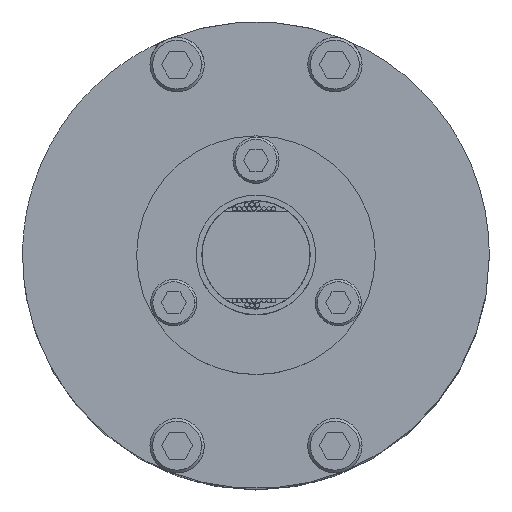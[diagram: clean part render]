
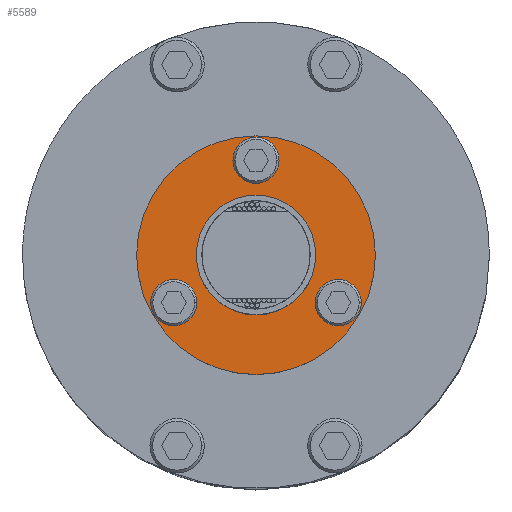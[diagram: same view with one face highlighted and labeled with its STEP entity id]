
A CAD part, top view. The second image highlights one B-rep face of the part: STEP entity #5589.
In plain terms, the highlighted planar face has unit normal (0, 0, 1).
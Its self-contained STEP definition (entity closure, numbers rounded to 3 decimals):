
#157 = DIRECTION ( 'NONE',  ( 0., 0., -1. ) ) ;
#210 = AXIS2_PLACEMENT_3D ( 'NONE', #6732, #2126, #7512 ) ;
#250 = CARTESIAN_POINT ( 'NONE',  ( -22., 0., 149.4 ) ) ;
#263 = FACE_BOUND ( 'NONE', #8562, .T. ) ;
#493 = DIRECTION ( 'NONE',  ( 1., 0., 0. ) ) ;
#699 = AXIS2_PLACEMENT_3D ( 'NONE', #2606, #7995, #3385 ) ;
#747 = CARTESIAN_POINT ( 'NONE',  ( -15.155, -8.75, 149.4 ) ) ;
#863 = ORIENTED_EDGE ( 'NONE', *, *, #4054, .T. ) ;
#923 = EDGE_CURVE ( 'NONE', #2662, #3777, #3908, .T. ) ;
#1196 = ORIENTED_EDGE ( 'NONE', *, *, #4241, .T. ) ;
#1337 = CARTESIAN_POINT ( 'NONE',  ( 0., 17.5, 149.4 ) ) ;
#1402 = CARTESIAN_POINT ( 'NONE',  ( -4.25, 17.5, 149.4 ) ) ;
#1510 = DIRECTION ( 'NONE',  ( -0.5, 0.866, 0. ) ) ;
#1642 = EDGE_CURVE ( 'NONE', #1778, #5825, #7610, .T. ) ;
#1774 = AXIS2_PLACEMENT_3D ( 'NONE', #4776, #157, #5536 ) ;
#1778 = VERTEX_POINT ( 'NONE', #3053 ) ;
#2059 = VERTEX_POINT ( 'NONE', #250 ) ;
#2108 = DIRECTION ( 'NONE',  ( 1., 0., 0. ) ) ;
#2116 = ORIENTED_EDGE ( 'NONE', *, *, #7158, .F. ) ;
#2126 = DIRECTION ( 'NONE',  ( 0., 0., 1. ) ) ;
#2212 = DIRECTION ( 'NONE',  ( 1., 0., 0. ) ) ;
#2245 = DIRECTION ( 'NONE',  ( 0., 0., 1. ) ) ;
#2262 = CARTESIAN_POINT ( 'NONE',  ( 11., 0., 149.4 ) ) ;
#2514 = AXIS2_PLACEMENT_3D ( 'NONE', #6839, #2245, #7626 ) ;
#2539 = ORIENTED_EDGE ( 'NONE', *, *, #1642, .F. ) ;
#2606 = CARTESIAN_POINT ( 'NONE',  ( 0., 17.5, 149.4 ) ) ;
#2619 = EDGE_LOOP ( 'NONE', ( #6781, #2925 ) ) ;
#2662 = VERTEX_POINT ( 'NONE', #2752 ) ;
#2752 = CARTESIAN_POINT ( 'NONE',  ( 4.25, 17.5, 149.4 ) ) ;
#2754 = CARTESIAN_POINT ( 'NONE',  ( 15.155, -8.75, 149.4 ) ) ;
#2792 = CARTESIAN_POINT ( 'NONE',  ( 15.155, -8.75, 149.4 ) ) ;
#2925 = ORIENTED_EDGE ( 'NONE', *, *, #923, .F. ) ;
#2946 = VERTEX_POINT ( 'NONE', #8086 ) ;
#3033 = CIRCLE ( 'NONE', #1774, 11. ) ;
#3037 = CIRCLE ( 'NONE', #699, 4.25 ) ;
#3053 = CARTESIAN_POINT ( 'NONE',  ( -19.405, -8.75, 149.4 ) ) ;
#3385 = DIRECTION ( 'NONE',  ( 1., 0., 0. ) ) ;
#3486 = ORIENTED_EDGE ( 'NONE', *, *, #7319, .T. ) ;
#3561 = DIRECTION ( 'NONE',  ( -0.5, -0.866, 0. ) ) ;
#3563 = AXIS2_PLACEMENT_3D ( 'NONE', #6042, #7548, #2212 ) ;
#3578 = DIRECTION ( 'NONE',  ( 0., 0., 1. ) ) ;
#3585 = DIRECTION ( 'NONE',  ( -0.5, -0.866, 0. ) ) ;
#3777 = VERTEX_POINT ( 'NONE', #1402 ) ;
#3826 = CARTESIAN_POINT ( 'NONE',  ( -11., 0., 149.4 ) ) ;
#3871 = EDGE_CURVE ( 'NONE', #5825, #1778, #3999, .T. ) ;
#3908 = CIRCLE ( 'NONE', #6136, 4.25 ) ;
#3999 = CIRCLE ( 'NONE', #8692, 4.25 ) ;
#4054 = EDGE_CURVE ( 'NONE', #8690, #7367, #3033, .T. ) ;
#4241 = EDGE_CURVE ( 'NONE', #7367, #8690, #4953, .T. ) ;
#4270 = AXIS2_PLACEMENT_3D ( 'NONE', #2754, #8153, #3561 ) ;
#4353 = FACE_BOUND ( 'NONE', #7637, .T. ) ;
#4603 = FACE_BOUND ( 'NONE', #8748, .T. ) ;
#4761 = EDGE_CURVE ( 'NONE', #3777, #2662, #3037, .T. ) ;
#4776 = CARTESIAN_POINT ( 'NONE',  ( 0., 0., 149.4 ) ) ;
#4953 = CIRCLE ( 'NONE', #8489, 11. ) ;
#5108 = DIRECTION ( 'NONE',  ( 0., 0., -1. ) ) ;
#5268 = PLANE ( 'NONE',  #3563 ) ;
#5421 = CIRCLE ( 'NONE', #5812, 4.25 ) ;
#5536 = DIRECTION ( 'NONE',  ( 1., 0., 0. ) ) ;
#5589 = ADVANCED_FACE ( 'NONE', ( #4603, #263, #6406, #8454, #4353 ), #5268, .T. ) ;
#5673 = CIRCLE ( 'NONE', #4270, 4.25 ) ;
#5812 = AXIS2_PLACEMENT_3D ( 'NONE', #2792, #8180, #3585 ) ;
#5825 = VERTEX_POINT ( 'NONE', #8016 ) ;
#6042 = CARTESIAN_POINT ( 'NONE',  ( 0., 0., 149.4 ) ) ;
#6105 = DIRECTION ( 'NONE',  ( 0., 0., 1. ) ) ;
#6136 = AXIS2_PLACEMENT_3D ( 'NONE', #1337, #6711, #2108 ) ;
#6365 = CIRCLE ( 'NONE', #9536, 22. ) ;
#6406 = FACE_OUTER_BOUND ( 'NONE', #9862, .T. ) ;
#6711 = DIRECTION ( 'NONE',  ( 0., 0., 1. ) ) ;
#6732 = CARTESIAN_POINT ( 'NONE',  ( -15.155, -8.75, 149.4 ) ) ;
#6781 = ORIENTED_EDGE ( 'NONE', *, *, #4761, .F. ) ;
#6839 = CARTESIAN_POINT ( 'NONE',  ( 0., 0., 149.4 ) ) ;
#7045 = ORIENTED_EDGE ( 'NONE', *, *, #8035, .T. ) ;
#7143 = EDGE_CURVE ( 'NONE', #9610, #2946, #5673, .T. ) ;
#7158 = EDGE_CURVE ( 'NONE', #2946, #9610, #5421, .T. ) ;
#7319 = EDGE_CURVE ( 'NONE', #2059, #9182, #8077, .T. ) ;
#7367 = VERTEX_POINT ( 'NONE', #3826 ) ;
#7388 = CARTESIAN_POINT ( 'NONE',  ( 10.905, -8.75, 149.4 ) ) ;
#7512 = DIRECTION ( 'NONE',  ( -0.5, 0.866, 0. ) ) ;
#7548 = DIRECTION ( 'NONE',  ( 0., 0., 1. ) ) ;
#7563 = ORIENTED_EDGE ( 'NONE', *, *, #7143, .F. ) ;
#7610 = CIRCLE ( 'NONE', #210, 4.25 ) ;
#7626 = DIRECTION ( 'NONE',  ( 1., 0., 0. ) ) ;
#7637 = EDGE_LOOP ( 'NONE', ( #2539, #8527 ) ) ;
#7995 = DIRECTION ( 'NONE',  ( 0., 0., 1. ) ) ;
#8016 = CARTESIAN_POINT ( 'NONE',  ( -10.905, -8.75, 149.4 ) ) ;
#8035 = EDGE_CURVE ( 'NONE', #9182, #2059, #6365, .T. ) ;
#8077 = CIRCLE ( 'NONE', #2514, 22. ) ;
#8086 = CARTESIAN_POINT ( 'NONE',  ( 19.405, -8.75, 149.4 ) ) ;
#8153 = DIRECTION ( 'NONE',  ( 0., 0., 1. ) ) ;
#8170 = CARTESIAN_POINT ( 'NONE',  ( 0., 0., 149.4 ) ) ;
#8180 = DIRECTION ( 'NONE',  ( 0., 0., 1. ) ) ;
#8454 = FACE_BOUND ( 'NONE', #2619, .T. ) ;
#8489 = AXIS2_PLACEMENT_3D ( 'NONE', #9712, #5108, #493 ) ;
#8492 = CARTESIAN_POINT ( 'NONE',  ( 22., 0., 149.4 ) ) ;
#8527 = ORIENTED_EDGE ( 'NONE', *, *, #3871, .F. ) ;
#8562 = EDGE_LOOP ( 'NONE', ( #1196, #863 ) ) ;
#8690 = VERTEX_POINT ( 'NONE', #2262 ) ;
#8692 = AXIS2_PLACEMENT_3D ( 'NONE', #747, #6105, #1510 ) ;
#8748 = EDGE_LOOP ( 'NONE', ( #7563, #2116 ) ) ;
#8963 = DIRECTION ( 'NONE',  ( 1., 0., 0. ) ) ;
#9182 = VERTEX_POINT ( 'NONE', #8492 ) ;
#9536 = AXIS2_PLACEMENT_3D ( 'NONE', #8170, #3578, #8963 ) ;
#9610 = VERTEX_POINT ( 'NONE', #7388 ) ;
#9712 = CARTESIAN_POINT ( 'NONE',  ( 0., 0., 149.4 ) ) ;
#9862 = EDGE_LOOP ( 'NONE', ( #3486, #7045 ) ) ;
